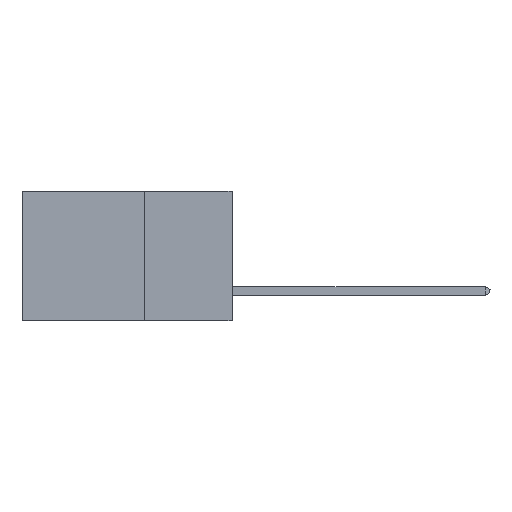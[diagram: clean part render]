
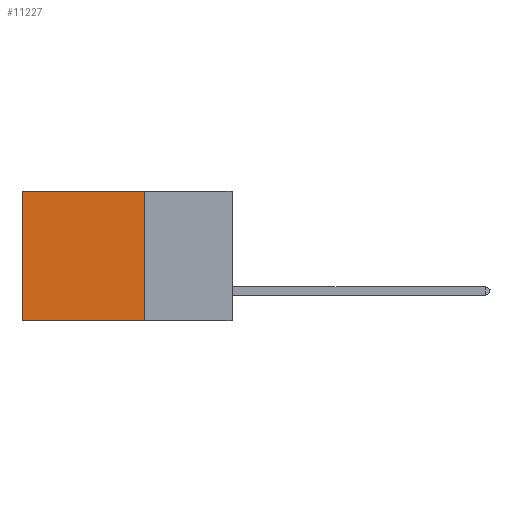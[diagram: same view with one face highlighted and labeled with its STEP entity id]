
A CAD part, left-side view. The second image highlights one B-rep face of the part: STEP entity #11227.
In plain terms, the highlighted planar face has unit normal (-1, 0, 0).
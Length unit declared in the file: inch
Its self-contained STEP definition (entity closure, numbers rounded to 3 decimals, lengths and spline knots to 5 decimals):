
#7 = FACE_OUTER_BOUND ( 'NONE', #10990, .T. ) ;
#417 = DIRECTION ( 'NONE',  ( 0., 0., -1. ) ) ;
#481 = CARTESIAN_POINT ( 'NONE',  ( 0.2875, 0.25, 0. ) ) ;
#933 = DIRECTION ( 'NONE',  ( 1., 0., 0. ) ) ;
#963 = VECTOR ( 'NONE', #9948, 39.37008 ) ;
#1081 = ORIENTED_EDGE ( 'NONE', *, *, #5722, .F. ) ;
#2350 = DIRECTION ( 'NONE',  ( 0., 0., -1. ) ) ;
#3334 = AXIS2_PLACEMENT_3D ( 'NONE', #17907, #933, #4023 ) ;
#4023 = DIRECTION ( 'NONE',  ( 0., 0., -1. ) ) ;
#4613 = LINE ( 'NONE', #481, #963 ) ;
#5224 = CARTESIAN_POINT ( 'NONE',  ( 0.2875, 0.6, -0.37 ) ) ;
#5318 = VECTOR ( 'NONE', #16416, 39.37008 ) ;
#5722 = EDGE_CURVE ( 'NONE', #14194, #14140, #14600, .T. ) ;
#9948 = DIRECTION ( 'NONE',  ( 0., 1., 0. ) ) ;
#10197 = PLANE ( 'NONE',  #3334 ) ;
#10297 = CARTESIAN_POINT ( 'NONE',  ( 0.2875, 0.6, 0. ) ) ;
#10543 = LINE ( 'NONE', #15815, #18347 ) ;
#10580 = ORIENTED_EDGE ( 'NONE', *, *, #12347, .T. ) ;
#10990 = EDGE_LOOP ( 'NONE', ( #18862, #1081, #19103, #10580 ) ) ;
#11227 = ADVANCED_FACE ( 'NONE', ( #7 ), #10197, .F. ) ;
#12115 = LINE ( 'NONE', #16581, #18721 ) ;
#12347 = EDGE_CURVE ( 'NONE', #15608, #16899, #4613, .T. ) ;
#14140 = VERTEX_POINT ( 'NONE', #5224 ) ;
#14194 = VERTEX_POINT ( 'NONE', #19391 ) ;
#14600 = LINE ( 'NONE', #16208, #5318 ) ;
#15105 = EDGE_CURVE ( 'NONE', #15608, #14194, #12115, .T. ) ;
#15608 = VERTEX_POINT ( 'NONE', #19155 ) ;
#15815 = CARTESIAN_POINT ( 'NONE',  ( 0.2875, 0.6, 0. ) ) ;
#16208 = CARTESIAN_POINT ( 'NONE',  ( 0.2875, 0.25, -0.37 ) ) ;
#16416 = DIRECTION ( 'NONE',  ( 0., 1., 0. ) ) ;
#16581 = CARTESIAN_POINT ( 'NONE',  ( 0.2875, 0.25, 0. ) ) ;
#16899 = VERTEX_POINT ( 'NONE', #10297 ) ;
#17907 = CARTESIAN_POINT ( 'NONE',  ( 0.2875, 0.25, 0. ) ) ;
#18347 = VECTOR ( 'NONE', #417, 39.37008 ) ;
#18721 = VECTOR ( 'NONE', #2350, 39.37008 ) ;
#18862 = ORIENTED_EDGE ( 'NONE', *, *, #19048, .T. ) ;
#19048 = EDGE_CURVE ( 'NONE', #16899, #14140, #10543, .T. ) ;
#19103 = ORIENTED_EDGE ( 'NONE', *, *, #15105, .F. ) ;
#19155 = CARTESIAN_POINT ( 'NONE',  ( 0.2875, 0.25, 0. ) ) ;
#19391 = CARTESIAN_POINT ( 'NONE',  ( 0.2875, 0.25, -0.37 ) ) ;
